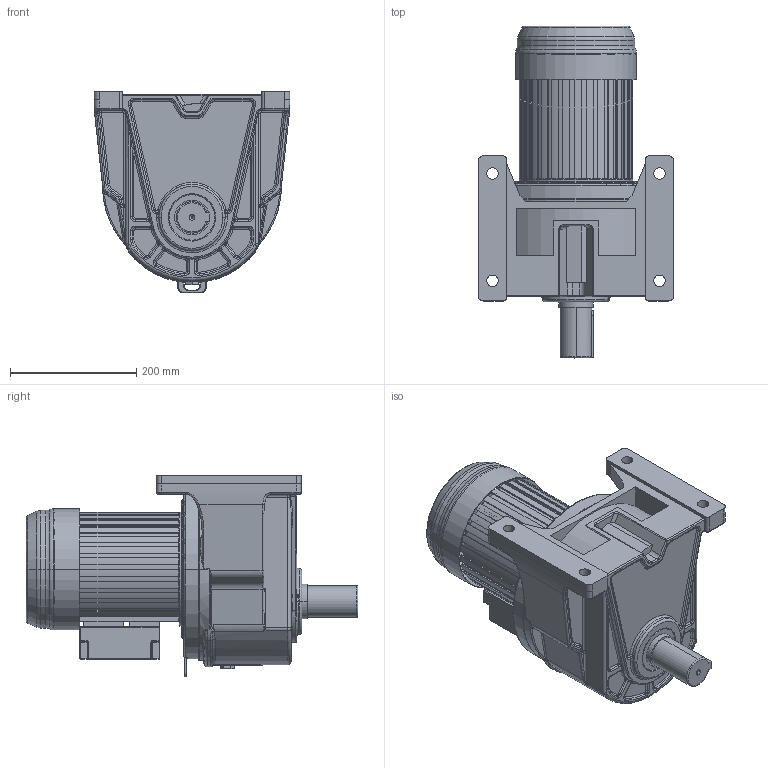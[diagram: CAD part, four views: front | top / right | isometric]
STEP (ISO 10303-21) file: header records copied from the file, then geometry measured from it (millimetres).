
FILE_DESCRIPTION (( 'STEP AP214' ), '1' );
FILE_NAME ('GH-50-1500-i-A-B-G3-TL.STEP', '2023-09-18T08:08:03', ( '' ), ( '' ), 'SwSTEP 2.0', 'SolidWorks 2021', '' );
FILE_SCHEMA (( 'AUTOMOTIVE_DESIGN' ));
Length unit declared in the file: millimetre
Products named in the file (7): GH-50-1500-i-A-B-G3-TL; 煞車接線盒DOWN-UP_預設; H50_蕼偞; GH-50-1500-i-A-G3-TL(2)_蕼偞; 1500W190_蕼偞; G50_蕼偞; 1500W_蕼偞
Assembly tree (6 placements, depth 3):
  GH-50-1500-i-A-B-G3-TL
    GH-50-1500-i-A-G3-TL(2)_蕼偞
      H50_蕼偞
      G50_蕼偞
      1500W_蕼偞
      1500W190_蕼偞
    煞車接線盒DOWN-UP_預設
Bounding box: 310 x 526 x 319.45 mm (x, y, z)
Volume: 12546245.3 mm3; surface area: 1114293.8 mm2
Topology: 5 solids, 13 shells, 1945 faces, 5183 edges, 3278 vertices
Faces by surface type: plane 1096, cylinder 463, torus 226, bspline 117, sphere 28, cone 15
Entity records: 72434 total; most frequent: CARTESIAN_POINT 23925, ORIENTED_EDGE 10306, DIRECTION 9657, EDGE_CURVE 5153, VECTOR 3463, LINE 3463, VERTEX_POINT 3278, AXIS2_PLACEMENT_3D 3097
